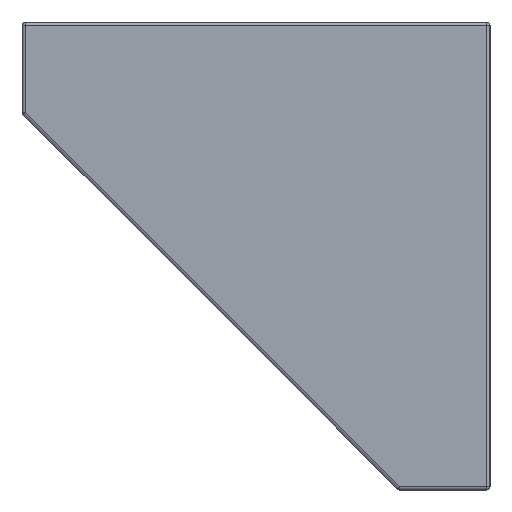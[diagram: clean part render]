
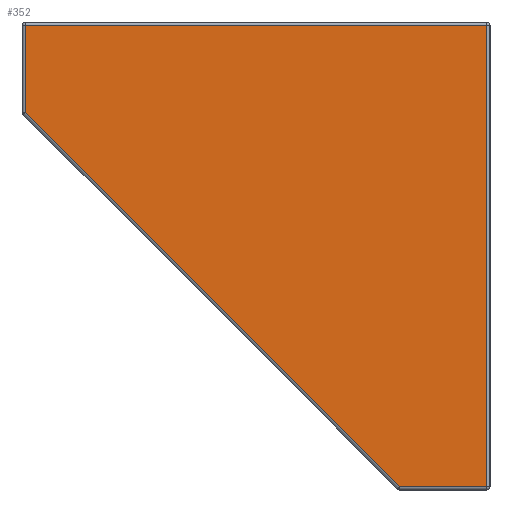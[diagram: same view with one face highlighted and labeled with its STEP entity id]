
A CAD part, left-side view. The second image highlights one B-rep face of the part: STEP entity #352.
In plain terms, the highlighted planar face has unit normal (-1, 0, 0).
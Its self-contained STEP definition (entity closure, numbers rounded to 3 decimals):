
#63 = DIRECTION ( 'NONE',  ( 0., -0.707, -0.707 ) ) ;
#239 = EDGE_CURVE ( 'NONE', #358, #1987, #777, .T. ) ;
#352 = ADVANCED_FACE ( 'NONE', ( #668 ), #1826, .T. ) ;
#358 = VERTEX_POINT ( 'NONE', #4633 ) ;
#506 = CARTESIAN_POINT ( 'NONE',  ( 0., 0.3, -45.7 ) ) ;
#629 = VERTEX_POINT ( 'NONE', #3425 ) ;
#668 = FACE_OUTER_BOUND ( 'NONE', #3858, .T. ) ;
#759 = DIRECTION ( 'NONE',  ( 0., 1., 0. ) ) ;
#770 = AXIS2_PLACEMENT_3D ( 'NONE', #1468, #3994, #1129 ) ;
#777 = LINE ( 'NONE', #3258, #3333 ) ;
#895 = CARTESIAN_POINT ( 'NONE',  ( 0., 45.7, -0.3 ) ) ;
#912 = CARTESIAN_POINT ( 'NONE',  ( 0., 0., -45.7 ) ) ;
#981 = LINE ( 'NONE', #912, #3462 ) ;
#1129 = DIRECTION ( 'NONE',  ( 0., 0., 1. ) ) ;
#1204 = CARTESIAN_POINT ( 'NONE',  ( 0., 45.7, -9. ) ) ;
#1262 = ORIENTED_EDGE ( 'NONE', *, *, #2174, .T. ) ;
#1468 = CARTESIAN_POINT ( 'NONE',  ( 0., 0., 0. ) ) ;
#1469 = LINE ( 'NONE', #4329, #3755 ) ;
#1692 = CARTESIAN_POINT ( 'NONE',  ( 0., 8.876, -45.7 ) ) ;
#1826 = PLANE ( 'NONE',  #770 ) ;
#1840 = LINE ( 'NONE', #3724, #2553 ) ;
#1874 = DIRECTION ( 'NONE',  ( 0., 0., -1. ) ) ;
#1972 = VECTOR ( 'NONE', #1874, 1000. ) ;
#1987 = VERTEX_POINT ( 'NONE', #1692 ) ;
#2162 = ORIENTED_EDGE ( 'NONE', *, *, #239, .T. ) ;
#2174 = EDGE_CURVE ( 'NONE', #629, #4215, #1840, .T. ) ;
#2348 = VERTEX_POINT ( 'NONE', #506 ) ;
#2357 = DIRECTION ( 'NONE',  ( 0., -1., 0. ) ) ;
#2553 = VECTOR ( 'NONE', #759, 1000. ) ;
#2599 = ORIENTED_EDGE ( 'NONE', *, *, #3585, .T. ) ;
#2630 = ORIENTED_EDGE ( 'NONE', *, *, #2689, .T. ) ;
#2689 = EDGE_CURVE ( 'NONE', #2348, #629, #1469, .T. ) ;
#3258 = CARTESIAN_POINT ( 'NONE',  ( 0., 8.788, -45.788 ) ) ;
#3333 = VECTOR ( 'NONE', #63, 1000. ) ;
#3425 = CARTESIAN_POINT ( 'NONE',  ( 0., 0.3, -0.3 ) ) ;
#3462 = VECTOR ( 'NONE', #2357, 1000. ) ;
#3585 = EDGE_CURVE ( 'NONE', #1987, #2348, #981, .T. ) ;
#3713 = LINE ( 'NONE', #1204, #1972 ) ;
#3724 = CARTESIAN_POINT ( 'NONE',  ( 0., 46., -0.3 ) ) ;
#3739 = EDGE_CURVE ( 'NONE', #4215, #358, #3713, .T. ) ;
#3755 = VECTOR ( 'NONE', #4279, 1000. ) ;
#3858 = EDGE_LOOP ( 'NONE', ( #2162, #2599, #2630, #1262, #4622 ) ) ;
#3994 = DIRECTION ( 'NONE',  ( -1., 0., 0. ) ) ;
#4215 = VERTEX_POINT ( 'NONE', #895 ) ;
#4279 = DIRECTION ( 'NONE',  ( 0., 0., 1. ) ) ;
#4329 = CARTESIAN_POINT ( 'NONE',  ( 0., 0.3, 0. ) ) ;
#4622 = ORIENTED_EDGE ( 'NONE', *, *, #3739, .T. ) ;
#4633 = CARTESIAN_POINT ( 'NONE',  ( 0., 45.7, -8.876 ) ) ;
